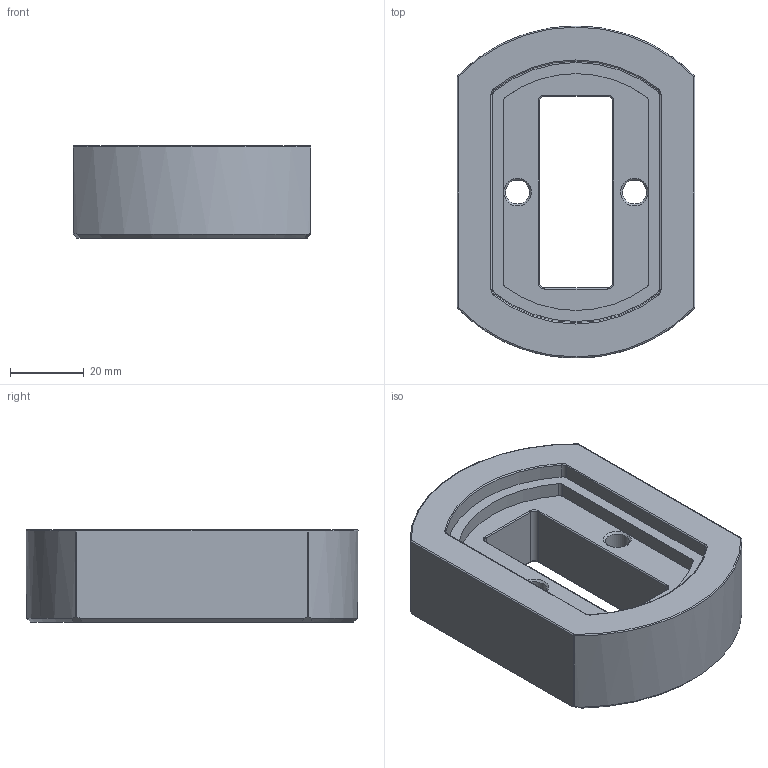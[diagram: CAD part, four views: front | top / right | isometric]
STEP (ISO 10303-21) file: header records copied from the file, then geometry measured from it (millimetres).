
FILE_DESCRIPTION (( 'STEP AP214' ), '1' );
FILE_NAME ('49841001.STEP', '2018-07-11T08:44:53', ( 'Admin' ), ( 'Hewlett-Packard Company' ), 'SwSTEP 2.0', 'SolidWorks 2018', '' );
FILE_SCHEMA (( 'AUTOMOTIVE_DESIGN' ));
Length unit declared in the file: millimetre
Products named in the file (3): 49841001; 95443; 82983
Assembly tree (2 placements, depth 2):
  49841001
    95443
    82983
Bounding box: 64.5 x 90 x 25 mm (x, y, z)
Volume: 88841.7 mm3; surface area: 23479.6 mm2
Topology: 2 solids, 2 shells, 99 faces, 238 edges, 144 vertices
Faces by surface type: cylinder 46, plane 19, torus 16, cone 10, sphere 4, bspline 4
Full cylindrical faces by diameter (mm): 6.5 x2, 6.8 x4
Entity records: 3030 total; most frequent: CARTESIAN_POINT 612, DIRECTION 514, ORIENTED_EDGE 440, EDGE_CURVE 220, AXIS2_PLACEMENT_3D 218, VERTEX_POINT 140, EDGE_LOOP 122, CIRCLE 118
